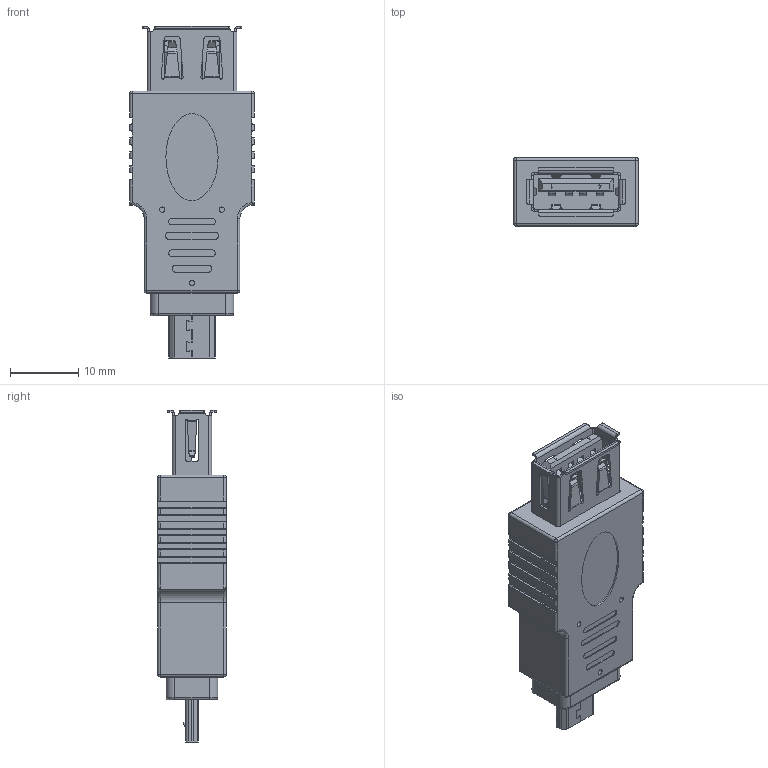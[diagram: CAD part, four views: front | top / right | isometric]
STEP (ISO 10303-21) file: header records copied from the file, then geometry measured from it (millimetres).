
FILE_DESCRIPTION (( 'STEP AP214' ), '1' );
FILE_NAME ('U2C00011_3D.STEP', '2020-01-08T21:08:07', ( '' ), ( '' ), 'SwSTEP 2.0', 'SolidWorks 2018', '' );
FILE_SCHEMA (( 'AUTOMOTIVE_DESIGN' ));
Length unit declared in the file: inch
Products named in the file (8): 1AA05-084_No Grounding Tab; 1AA05-129; U2C00011-MA1; 1AA05-129-MA2; 1AA05-129-MA1; 1AA05-084-MA2; U2C00011_3D; 1AA05-084-MA1_No Grounding Tab
Assembly tree (7 placements, depth 3):
  U2C00011_3D
    U2C00011-MA1
    1AA05-129
      1AA05-129-MA1
      1AA05-129-MA2
    1AA05-084_No Grounding Tab
      1AA05-084-MA2
      1AA05-084-MA1_No Grounding Tab
Bounding box: 18.24 x 10 x 48.51 mm (x, y, z)
Volume: 5375.4 mm3; surface area: 4892.2 mm2
Topology: 10 solids, 10 shells, 1771 faces, 4551 edges, 2878 vertices
Faces by surface type: plane 1200, cylinder 423, bspline 122, torus 18, sphere 8
Entity records: 63659 total; most frequent: CARTESIAN_POINT 13260, ORIENTED_EDGE 8978, DIRECTION 8425, EDGE_CURVE 4489, LINE 3439, VECTOR 3439, VERTEX_POINT 2880, AXIS2_PLACEMENT_3D 2493
